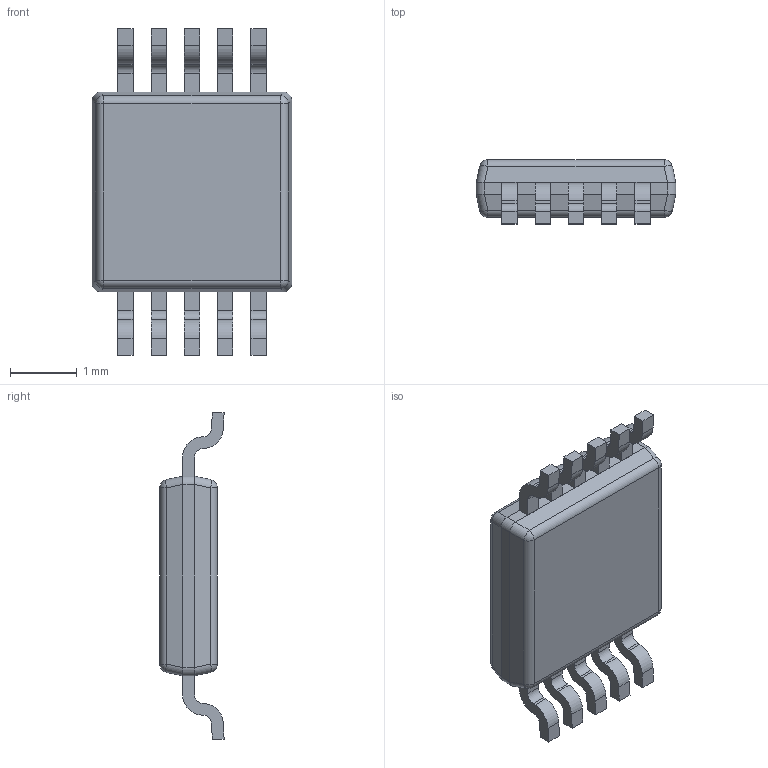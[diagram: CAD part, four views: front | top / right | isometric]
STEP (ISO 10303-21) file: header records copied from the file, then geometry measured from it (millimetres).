
FILE_DESCRIPTION((''),'2;1');
FILE_NAME('MUB10A_ASM','2012-02-09T',('CKXSSC'),(''),'PRO/ENGINEER BY PARAMETRIC TECHNOLOGY CORPORATION, 2011220','PRO/ENGINEER BY PARAMETRIC TECHNOLOGY CORPORATION, 2011220','');
FILE_SCHEMA(('AUTOMOTIVE_DESIGN_CC2 { 1 2 10303 214 -1 1 5 2 }'));
Length unit declared in the file: inch
Products named in the file (3): BODY_MUB10A; LEAD_MUB10A; MUB10A_ASM
Assembly tree (11 placements, depth 2):
  MUB10A_ASM
    BODY_MUB10A
    LEAD_MUB10A  x10
Bounding box: 3 x 0.97 x 4.9 mm (x, y, z)
Volume: 7.9 mm3; surface area: 36.3 mm2
Topology: 11 solids, 11 shells, 185 faces, 464 edges, 301 vertices
Faces by surface type: plane 115, cylinder 61, sphere 9
Entity records: 2335 total; most frequent: CARTESIAN_POINT 409, DIRECTION 297, ORIENTED_EDGE 278, PRESENTATION_STYLE_ASSIGNMENT 141, STYLED_ITEM 141, CURVE_STYLE 139, EDGE_CURVE 139, AXIS2_PLACEMENT_3D 109
